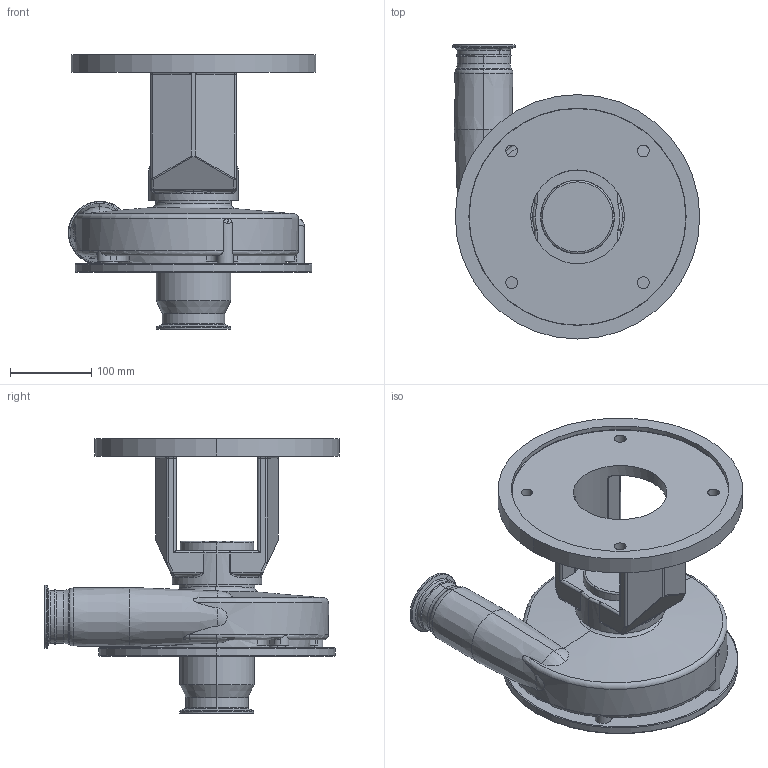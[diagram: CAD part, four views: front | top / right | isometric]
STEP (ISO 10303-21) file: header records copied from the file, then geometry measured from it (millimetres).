
FILE_DESCRIPTION (( 'STEP AP214' ), '1' );
FILE_NAME ('FPR 3541-3542 280TC VERTICAL.STEP', '2022-12-22T20:18:46', ( '' ), ( '' ), 'SwSTEP 2.0', 'SolidWorks 2021', '' );
FILE_SCHEMA (( 'AUTOMOTIVE_DESIGN' ));
Length unit declared in the file: millimetre
Products named in the file (1): FPR 3541-3542 280TC VERTICAL
Bounding box: 303.7 x 361.2 x 336.5 mm (x, y, z)
Volume: 5529156.8 mm3; surface area: 622484.3 mm2
Topology: 1 solids, 1 shells, 357 faces, 882 edges, 523 vertices
Faces by surface type: cylinder 127, torus 74, plane 61, bspline 45, cone 33, sphere 17
Entity records: 14535 total; most frequent: CARTESIAN_POINT 6282, DIRECTION 1762, ORIENTED_EDGE 1748, EDGE_CURVE 874, AXIS2_PLACEMENT_3D 752, VERTEX_POINT 523, CIRCLE 439, EDGE_LOOP 383
